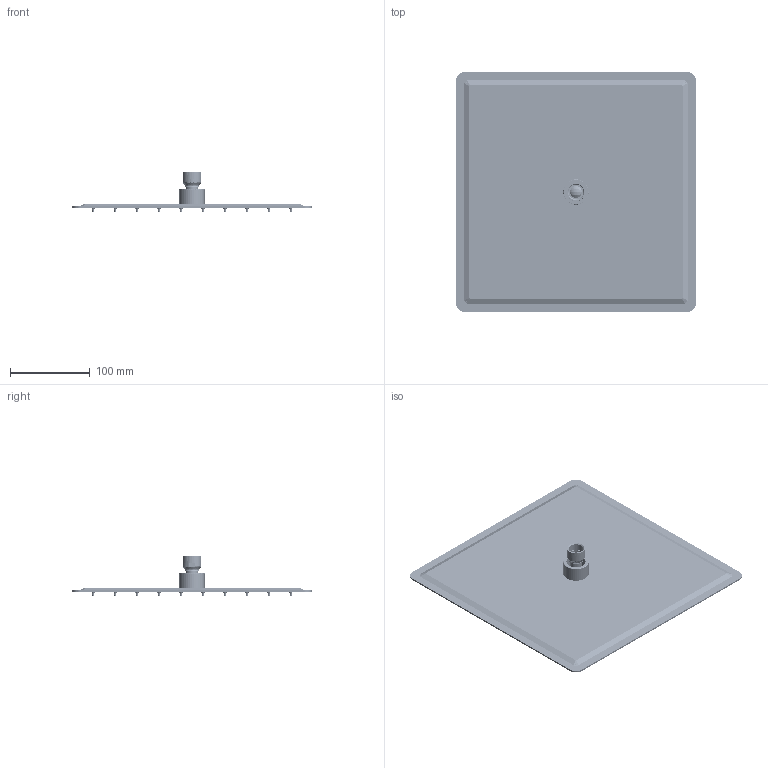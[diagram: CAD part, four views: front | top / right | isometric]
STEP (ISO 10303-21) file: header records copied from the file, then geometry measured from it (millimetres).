
FILE_DESCRIPTION (( 'STEP AP203' ), '1' );
FILE_NAME ('99ZP10540.STEP', '2025-07-23T05:41:42', ( '' ), ( '' ), 'SwSTEP 2.0', 'SolidWorks 2021', '' );
FILE_SCHEMA (( 'CONFIG_CONTROL_DESIGN' ));
Length unit declared in the file: millimetre
Products named in the file (1): 99ZP10540
Bounding box: 300 x 300 x 49 mm (x, y, z)
Volume: 201925 mm3; surface area: 399637.8 mm2
Topology: 104 solids, 104 shells, 2377 faces, 4974 edges, 3112 vertices
Faces by surface type: bspline 1117, cylinder 622, plane 533, cone 105
Full cylindrical faces by diameter (mm): 1.5 x100, 1.7 x100, 3.1 x100, 3.3 x100, 5 x100, 7 x1, 10 x100, 15 x1, 16.5 x1, 18.631 x1, 23.1 x1, 23.2 x1, 24 x1, 26.5 x1, 28.1 x1, 31.8 x1
Entity records: 100627 total; most frequent: CARTESIAN_POINT 66322, DIRECTION 5686, ORIENTED_EDGE 5104, EDGE_LOOP 4905, FACE_OUTER_BOUND 4087, AXIS2_PLACEMENT_3D 2814, EDGE_CURVE 2552, VERTEX_POINT 2507
